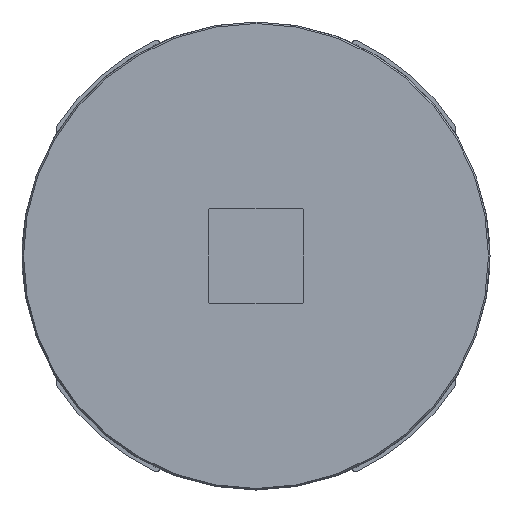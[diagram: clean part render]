
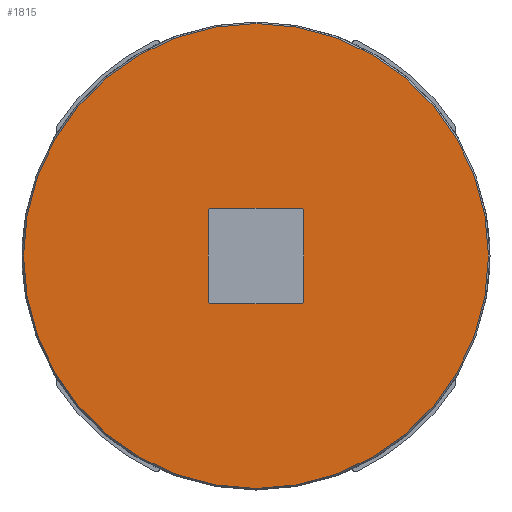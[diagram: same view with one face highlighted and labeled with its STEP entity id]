
A CAD part, front view. The second image highlights one B-rep face of the part: STEP entity #1815.
In plain terms, the highlighted planar face has unit normal (0, -1, 0).
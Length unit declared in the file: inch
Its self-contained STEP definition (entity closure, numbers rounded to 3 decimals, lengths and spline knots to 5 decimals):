
#19=FACE_BOUND('',#256,.T.);
#145=FACE_OUTER_BOUND('',#255,.T.);
#255=EDGE_LOOP('',(#1423,#1424));
#256=EDGE_LOOP('',(#1425,#1426,#1427,#1428,#1429,#1430,#1431,#1432));
#355=CIRCLE('',#1962,0.303);
#356=CIRCLE('',#1963,0.303);
#370=CIRCLE('',#1991,0.005);
#371=CIRCLE('',#1992,0.005);
#372=CIRCLE('',#1993,0.005);
#373=CIRCLE('',#1994,0.005);
#500=LINE('',#4214,#654);
#501=LINE('',#4218,#655);
#502=LINE('',#4222,#656);
#503=LINE('',#4226,#657);
#654=VECTOR('',#2373,0.115);
#655=VECTOR('',#2376,0.115);
#656=VECTOR('',#2379,0.115);
#657=VECTOR('',#2382,0.115);
#804=VERTEX_POINT('',#4138);
#805=VERTEX_POINT('',#4140);
#827=VERTEX_POINT('',#4212);
#828=VERTEX_POINT('',#4213);
#829=VERTEX_POINT('',#4215);
#830=VERTEX_POINT('',#4217);
#831=VERTEX_POINT('',#4219);
#832=VERTEX_POINT('',#4221);
#833=VERTEX_POINT('',#4223);
#834=VERTEX_POINT('',#4225);
#1010=EDGE_CURVE('',#804,#805,#355,.T.);
#1011=EDGE_CURVE('',#805,#804,#356,.T.);
#1046=EDGE_CURVE('',#827,#828,#500,.T.);
#1047=EDGE_CURVE('',#828,#829,#370,.T.);
#1048=EDGE_CURVE('',#829,#830,#501,.T.);
#1049=EDGE_CURVE('',#830,#831,#371,.T.);
#1050=EDGE_CURVE('',#831,#832,#502,.T.);
#1051=EDGE_CURVE('',#832,#833,#372,.T.);
#1052=EDGE_CURVE('',#833,#834,#503,.T.);
#1053=EDGE_CURVE('',#834,#827,#373,.T.);
#1423=ORIENTED_EDGE('',*,*,#1011,.F.);
#1424=ORIENTED_EDGE('',*,*,#1010,.F.);
#1425=ORIENTED_EDGE('',*,*,#1046,.T.);
#1426=ORIENTED_EDGE('',*,*,#1047,.T.);
#1427=ORIENTED_EDGE('',*,*,#1048,.T.);
#1428=ORIENTED_EDGE('',*,*,#1049,.T.);
#1429=ORIENTED_EDGE('',*,*,#1050,.T.);
#1430=ORIENTED_EDGE('',*,*,#1051,.T.);
#1431=ORIENTED_EDGE('',*,*,#1052,.T.);
#1432=ORIENTED_EDGE('',*,*,#1053,.T.);
#1732=PLANE('',#1990);
#1815=ADVANCED_FACE('',(#145,#19),#1732,.T.);
#1962=AXIS2_PLACEMENT_3D('',#4141,#2294,#2295);
#1963=AXIS2_PLACEMENT_3D('',#4142,#2296,#2297);
#1990=AXIS2_PLACEMENT_3D('',#4211,#2371,#2372);
#1991=AXIS2_PLACEMENT_3D('',#4216,#2374,#2375);
#1992=AXIS2_PLACEMENT_3D('',#4220,#2377,#2378);
#1993=AXIS2_PLACEMENT_3D('',#4224,#2380,#2381);
#1994=AXIS2_PLACEMENT_3D('',#4227,#2383,#2384);
#2294=DIRECTION('center_axis',(0.,1.,0.));
#2295=DIRECTION('ref_axis',(-1.,0.,0.));
#2296=DIRECTION('center_axis',(0.,1.,0.));
#2297=DIRECTION('ref_axis',(-1.,0.,0.));
#2371=DIRECTION('center_axis',(0.,-1.,0.));
#2372=DIRECTION('ref_axis',(0.,0.,-1.));
#2373=DIRECTION('',(-1.,0.,0.));
#2374=DIRECTION('center_axis',(0.,1.,0.));
#2375=DIRECTION('ref_axis',(0.,0.,1.));
#2376=DIRECTION('',(0.,0.,1.));
#2377=DIRECTION('center_axis',(0.,1.,0.));
#2378=DIRECTION('ref_axis',(0.,0.,1.));
#2379=DIRECTION('',(1.,0.,0.));
#2380=DIRECTION('center_axis',(0.,1.,0.));
#2381=DIRECTION('ref_axis',(0.,0.,1.));
#2382=DIRECTION('',(0.,0.,-1.));
#2383=DIRECTION('center_axis',(0.,1.,0.));
#2384=DIRECTION('ref_axis',(0.,0.,1.));
#4138=CARTESIAN_POINT('',(0.303,0.,0.));
#4140=CARTESIAN_POINT('',(-0.303,0.,0.));
#4141=CARTESIAN_POINT('Origin',(0.,0.,0.));
#4142=CARTESIAN_POINT('Origin',(0.,0.,0.));
#4211=CARTESIAN_POINT('Origin',(0.,0.,0.));
#4212=CARTESIAN_POINT('',(0.0575,0.,-0.0625));
#4213=CARTESIAN_POINT('',(-0.0575,0.,-0.0625));
#4214=CARTESIAN_POINT('',(0.0575,0.,-0.0625));
#4215=CARTESIAN_POINT('',(-0.0625,0.,-0.0575));
#4216=CARTESIAN_POINT('Origin',(-0.0575,0.,-0.0575));
#4217=CARTESIAN_POINT('',(-0.0625,0.,0.0575));
#4218=CARTESIAN_POINT('',(-0.0625,0.,-0.0575));
#4219=CARTESIAN_POINT('',(-0.0575,0.,0.0625));
#4220=CARTESIAN_POINT('Origin',(-0.0575,0.,0.0575));
#4221=CARTESIAN_POINT('',(0.0575,0.,0.0625));
#4222=CARTESIAN_POINT('',(-0.0575,0.,0.0625));
#4223=CARTESIAN_POINT('',(0.0625,0.,0.0575));
#4224=CARTESIAN_POINT('Origin',(0.0575,0.,0.0575));
#4225=CARTESIAN_POINT('',(0.0625,0.,-0.0575));
#4226=CARTESIAN_POINT('',(0.0625,0.,0.0575));
#4227=CARTESIAN_POINT('Origin',(0.0575,0.,-0.0575));
